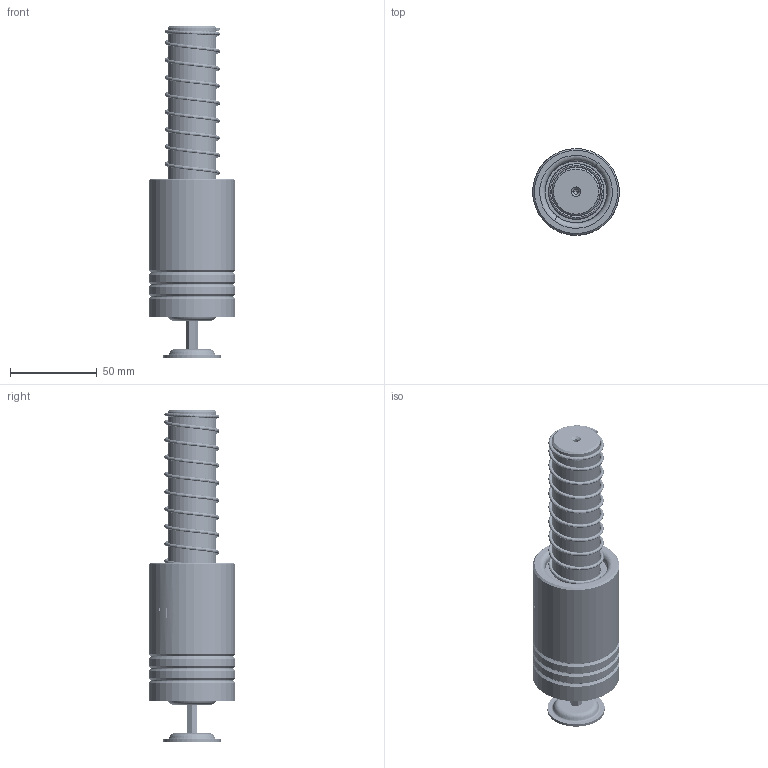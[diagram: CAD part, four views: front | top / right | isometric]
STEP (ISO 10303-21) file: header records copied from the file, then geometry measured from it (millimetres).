
FILE_DESCRIPTION (( 'STEP AP214' ), '1' );
FILE_NAME ('LMSH LMJH-D28-L170(BL-80).STEP', '2021-08-12T08:30:09', ( '' ), ( '' ), 'SwSTEP 2.0', 'SolidWorks 2016', '' );
FILE_SCHEMA (( 'AUTOMOTIVE_DESIGN' ));
Length unit declared in the file: millimetre
Products named in the file (307): BALL-D4; GTM-33; DSPM-D28-L170; GTM-M12蹟簽; HWP-D31.3-d28.5-L100; BSH-D35.5-28.5-L75郪蚾; GTM-3-縐种; BSH-35.5-28.5-L75; LMSH LMJH-D28-L170(BL-80); GTM-33郪蚾; TBB-D50-d36-L80
Assembly tree (300 placements, depth 3):
  BALL-D4
  BALL-D4
  BALL-D4
  BALL-D4
  BALL-D4
Bounding box: 49.94 x 49.94 x 191.47 mm (x, y, z)
Volume: 204888.6 mm3; surface area: 93365.6 mm2
Topology: 293 solids, 293 shells, 1317 faces, 5636 edges, 3746 vertices
Faces by surface type: sphere 1144, cylinder 50, plane 41, cone 34, torus 26, bspline 22
Entity records: 63018 total; most frequent: CARTESIAN_POINT 38107, ORIENTED_EDGE 4382, DIRECTION 3718, EDGE_CURVE 2191, AXIS2_PLACEMENT_3D 1772, VERTEX_POINT 1438, EDGE_LOOP 1305, B_SPLINE_CURVE_WITH_KNOTS 1260
